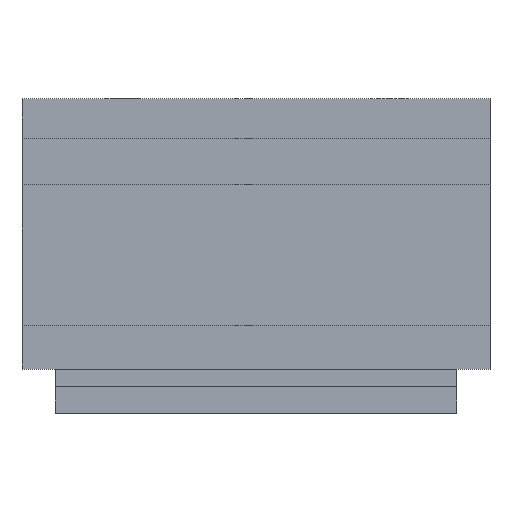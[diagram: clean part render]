
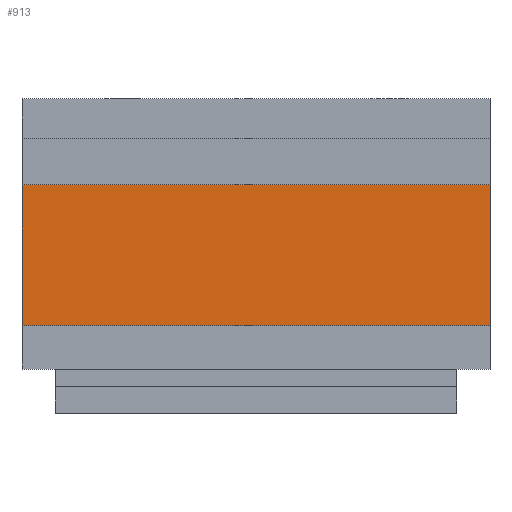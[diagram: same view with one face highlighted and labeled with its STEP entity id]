
A CAD part, top view. The second image highlights one B-rep face of the part: STEP entity #913.
In plain terms, the highlighted planar face has unit normal (0, 0, 1).
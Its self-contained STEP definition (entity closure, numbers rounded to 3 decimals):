
#850=CARTESIAN_POINT('',(-42.5,-15.6,45.6));
#851=VERTEX_POINT('',#850);
#858=CARTESIAN_POINT('',(42.5,-15.6,45.6));
#859=VERTEX_POINT('',#858);
#860=CARTESIAN_POINT('',(42.5,-15.6,45.6));
#861=DIRECTION('',(-1.0,0.0,0.0));
#862=VECTOR('',#861,85.);
#863=LINE('',#860,#862);
#864=EDGE_CURVE('',#859,#851,#863,.T.);
#883=CARTESIAN_POINT('',(42.5,-15.6,45.6));
#884=DIRECTION('',(0.0,0.0,1.0));
#885=DIRECTION('',(1.0,0.0,0.0));
#886=AXIS2_PLACEMENT_3D('',#883,#884,#885);
#887=PLANE('',#886);
#888=CARTESIAN_POINT('',(-42.5,-41.2,45.6));
#889=VERTEX_POINT('',#888);
#890=CARTESIAN_POINT('',(-42.5,-15.6,45.6));
#891=DIRECTION('',(0.0,-1.0,0.0));
#892=VECTOR('',#891,25.6);
#893=LINE('',#890,#892);
#894=EDGE_CURVE('',#851,#889,#893,.T.);
#895=ORIENTED_EDGE('',*,*,#894,.T.);
#896=CARTESIAN_POINT('',(42.5,-41.2,45.6));
#897=VERTEX_POINT('',#896);
#898=CARTESIAN_POINT('',(42.5,-41.2,45.6));
#899=DIRECTION('',(-1.0,0.0,0.0));
#900=VECTOR('',#899,85.);
#901=LINE('',#898,#900);
#902=EDGE_CURVE('',#897,#889,#901,.T.);
#903=ORIENTED_EDGE('',*,*,#902,.F.);
#904=CARTESIAN_POINT('',(42.5,-41.2,45.6));
#905=DIRECTION('',(0.0,1.0,0.0));
#906=VECTOR('',#905,25.6);
#907=LINE('',#904,#906);
#908=EDGE_CURVE('',#897,#859,#907,.T.);
#909=ORIENTED_EDGE('',*,*,#908,.T.);
#910=ORIENTED_EDGE('',*,*,#864,.T.);
#911=EDGE_LOOP('',(#895,#903,#909,#910));
#912=FACE_OUTER_BOUND('',#911,.T.);
#913=ADVANCED_FACE('',(#912),#887,.T.);
